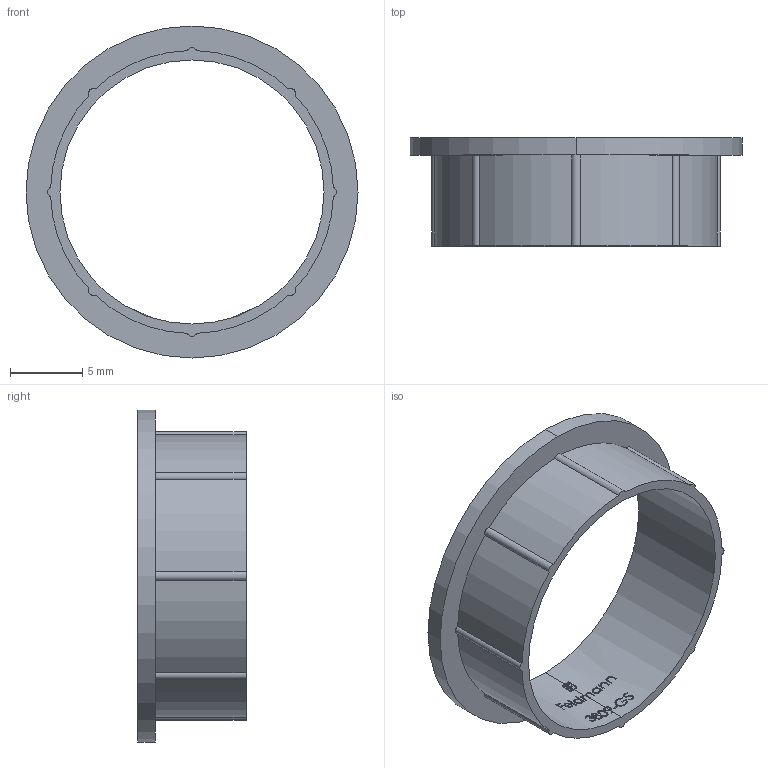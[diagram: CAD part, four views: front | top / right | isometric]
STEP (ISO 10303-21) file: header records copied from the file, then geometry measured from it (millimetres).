
FILE_DESCRIPTION (( 'STEP AP203' ), '1' );
FILE_NAME ('3809-GS.STEP', '2021-01-11T14:28:15', ( '' ), ( '' ), 'SwSTEP 2.0', 'SolidWorks 2018', '' );
FILE_SCHEMA (( 'CONFIG_CONTROL_DESIGN' ));
Length unit declared in the file: millimetre
Products named in the file (2): 3809-GS
Bounding box: 23 x 7.5 x 23 mm (x, y, z)
Volume: 430.9 mm3; surface area: 1225.5 mm2
Topology: 1 solids, 1 shells, 292 faces, 810 edges, 540 vertices
Faces by surface type: bspline 141, plane 93, cylinder 58
Entity records: 14503 total; most frequent: CARTESIAN_POINT 7791, ORIENTED_EDGE 1620, DIRECTION 936, EDGE_CURVE 810, VERTEX_POINT 540, VECTOR 358, LINE 358, EDGE_LOOP 314
